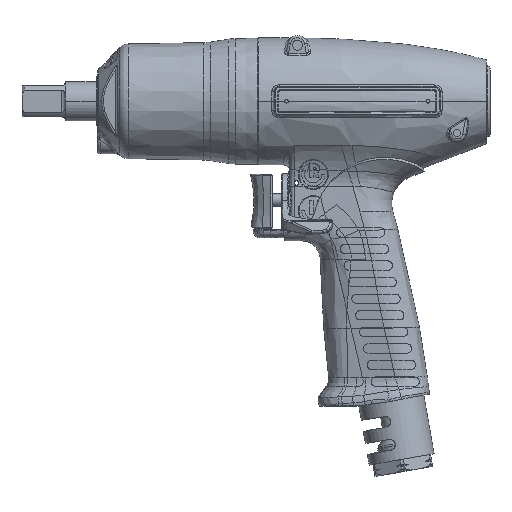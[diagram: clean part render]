
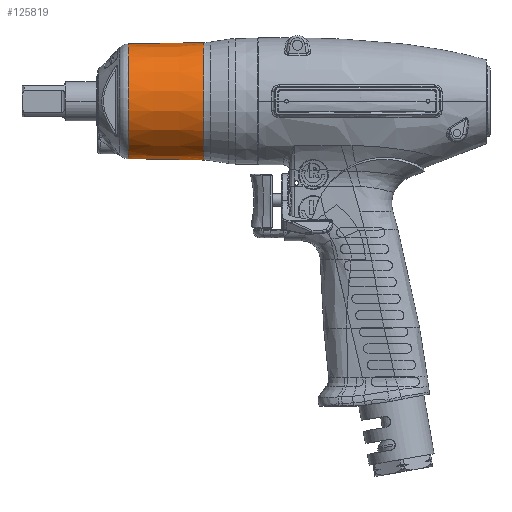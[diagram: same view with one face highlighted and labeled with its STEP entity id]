
A CAD part, top view. The second image highlights one B-rep face of the part: STEP entity #125819.
In plain terms, the highlighted conical face has half-angle 1 degrees and reference radius 23.806 mm.
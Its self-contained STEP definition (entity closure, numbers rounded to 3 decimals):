
#122038=CARTESIAN_POINT('',(0.,23.43,0.));
#122039=DIRECTION('',(0.,-1.,0.));
#122040=DIRECTION('',(0.,0.,-1.));
#122041=AXIS2_PLACEMENT_3D('',#122038,#122039,#122040);
#122043=CARTESIAN_POINT('',(0.,54.48,0.));
#122044=DIRECTION('',(0.,1.,0.));
#122045=DIRECTION('',(0.,0.,1.));
#122046=AXIS2_PLACEMENT_3D('',#122043,#122044,#122045);
#122053=DIRECTION('',(0.,1.,0.017));
#122054=VECTOR('',#122053,31.055);
#122055=CARTESIAN_POINT('',(0.,23.43,
-24.077));
#122056=LINE('',#122055,#122054);
#122062=DIRECTION('',(0.,1.,
-0.017));
#122063=VECTOR('',#122062,31.055);
#122064=CARTESIAN_POINT('',(0.,23.43,
24.077));
#122065=LINE('',#122064,#122063);
#123360=CARTESIAN_POINT('',(0.,54.48,-23.535));
#123361=CARTESIAN_POINT('',(0.,54.48,23.535));
#123362=VERTEX_POINT('',#123360);
#123363=VERTEX_POINT('',#123361);
#123374=CARTESIAN_POINT('',(0.,23.43,-24.077));
#123375=CARTESIAN_POINT('',(0.,23.43,24.077));
#123376=VERTEX_POINT('',#123374);
#123377=VERTEX_POINT('',#123375);
#125805=CARTESIAN_POINT('',(0.,38.955,0.));
#125806=DIRECTION('',(0.,-1.,0.));
#125807=DIRECTION('',(0.,0.,1.));
#125808=AXIS2_PLACEMENT_3D('',#125805,#125806,#125807);
#125809=CONICAL_SURFACE('',#125808,23.806,1.);
#125810=ORIENTED_EDGE('',*,*,#125795,.T.);
#125812=ORIENTED_EDGE('',*,*,#125811,.T.);
#125814=ORIENTED_EDGE('',*,*,#125813,.T.);
#125816=ORIENTED_EDGE('',*,*,#125815,.F.);
#125817=EDGE_LOOP('',(#125810,#125812,#125814,#125816));
#125818=FACE_OUTER_BOUND('',#125817,.F.);
#125819=ADVANCED_FACE('',(#125818),#125809,.T.);
#122042=CIRCLE('',#122041,24.077);
#122047=CIRCLE('',#122046,23.535);
#125795=EDGE_CURVE('',#123376,#123377,#122042,.T.);
#125811=EDGE_CURVE('',#123377,#123363,#122065,.T.);
#125813=EDGE_CURVE('',#123363,#123362,#122047,.T.);
#125815=EDGE_CURVE('',#123376,#123362,#122056,.T.);
